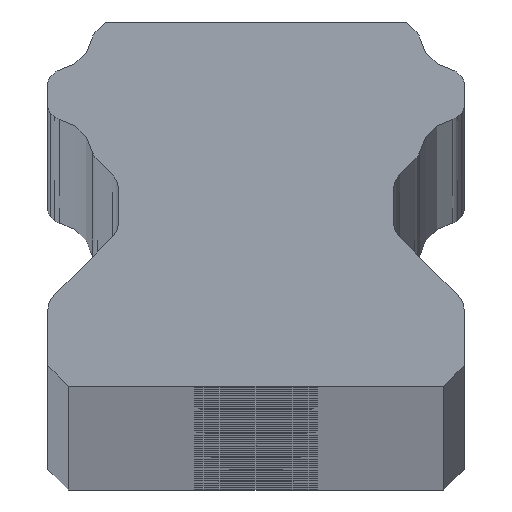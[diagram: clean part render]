
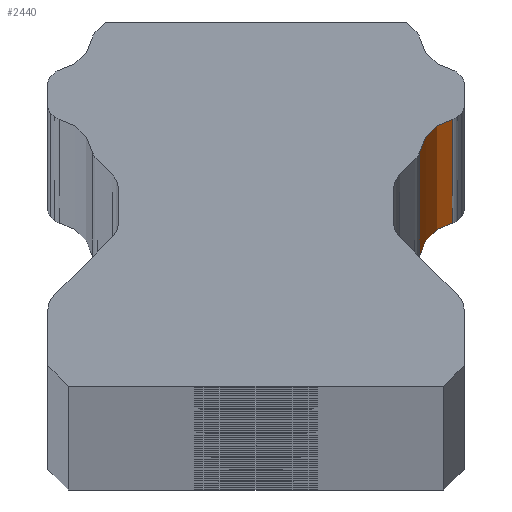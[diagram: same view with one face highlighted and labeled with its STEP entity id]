
A CAD part, top view. The second image highlights one B-rep face of the part: STEP entity #2440.
In plain terms, the highlighted cylindrical face has radius 2 mm (diameter 4 mm), a partial arc.
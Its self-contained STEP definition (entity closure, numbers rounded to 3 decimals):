
#282 = CARTESIAN_POINT ( 'NONE',  ( 7.847, -2.767, 1425. ) ) ;
#377 = AXIS2_PLACEMENT_3D ( 'NONE', #3887, #1913, #8685 ) ;
#497 = EDGE_CURVE ( 'NONE', #3921, #953, #3254, .T. ) ;
#616 = EDGE_CURVE ( 'NONE', #953, #7386, #6365, .T. ) ;
#725 = ORIENTED_EDGE ( 'NONE', *, *, #3099, .F. ) ;
#921 = EDGE_CURVE ( 'NONE', #3921, #2307, #7244, .T. ) ;
#953 = VERTEX_POINT ( 'NONE', #3391 ) ;
#1197 = FACE_OUTER_BOUND ( 'NONE', #6332, .T. ) ;
#1662 = ORIENTED_EDGE ( 'NONE', *, *, #616, .T. ) ;
#1913 = DIRECTION ( 'NONE',  ( 0., 0., -1. ) ) ;
#2040 = LINE ( 'NONE', #7017, #2670 ) ;
#2307 = VERTEX_POINT ( 'NONE', #3599 ) ;
#2440 = ADVANCED_FACE ( 'NONE', ( #1197 ), #5797, .F. ) ;
#2575 = ORIENTED_EDGE ( 'NONE', *, *, #497, .T. ) ;
#2670 = VECTOR ( 'NONE', #8338, 1000. ) ;
#2758 = CARTESIAN_POINT ( 'NONE',  ( 9.811, -3.146, 1425. ) ) ;
#3099 = EDGE_CURVE ( 'NONE', #2307, #7386, #2040, .T. ) ;
#3254 = LINE ( 'NONE', #8662, #3462 ) ;
#3391 = CARTESIAN_POINT ( 'NONE',  ( 7.847, -2.767, -1425. ) ) ;
#3462 = VECTOR ( 'NONE', #4553, 1000. ) ;
#3599 = CARTESIAN_POINT ( 'NONE',  ( 9.432, -1.182, 1425. ) ) ;
#3887 = CARTESIAN_POINT ( 'NONE',  ( 9.811, -3.146, 1425. ) ) ;
#3921 = VERTEX_POINT ( 'NONE', #282 ) ;
#4064 = DIRECTION ( 'NONE',  ( 0., 0., -1. ) ) ;
#4553 = DIRECTION ( 'NONE',  ( 0., 0., -1. ) ) ;
#4772 = DIRECTION ( 'NONE',  ( -1., 0., 0. ) ) ;
#5797 = CYLINDRICAL_SURFACE ( 'NONE', #377, 2. ) ;
#6075 = AXIS2_PLACEMENT_3D ( 'NONE', #7216, #7883, #7823 ) ;
#6332 = EDGE_LOOP ( 'NONE', ( #1662, #725, #6615, #2575 ) ) ;
#6365 = CIRCLE ( 'NONE', #6075, 2. ) ;
#6524 = AXIS2_PLACEMENT_3D ( 'NONE', #2758, #4064, #4772 ) ;
#6615 = ORIENTED_EDGE ( 'NONE', *, *, #921, .F. ) ;
#7017 = CARTESIAN_POINT ( 'NONE',  ( 9.432, -1.182, 1425. ) ) ;
#7216 = CARTESIAN_POINT ( 'NONE',  ( 9.811, -3.146, -1425. ) ) ;
#7244 = CIRCLE ( 'NONE', #6524, 2. ) ;
#7386 = VERTEX_POINT ( 'NONE', #7734 ) ;
#7734 = CARTESIAN_POINT ( 'NONE',  ( 9.432, -1.182, -1425. ) ) ;
#7823 = DIRECTION ( 'NONE',  ( -1., 0., 0. ) ) ;
#7883 = DIRECTION ( 'NONE',  ( 0., 0., -1. ) ) ;
#8338 = DIRECTION ( 'NONE',  ( 0., 0., -1. ) ) ;
#8662 = CARTESIAN_POINT ( 'NONE',  ( 7.847, -2.767, 1425. ) ) ;
#8685 = DIRECTION ( 'NONE',  ( -1., 0., 0. ) ) ;
